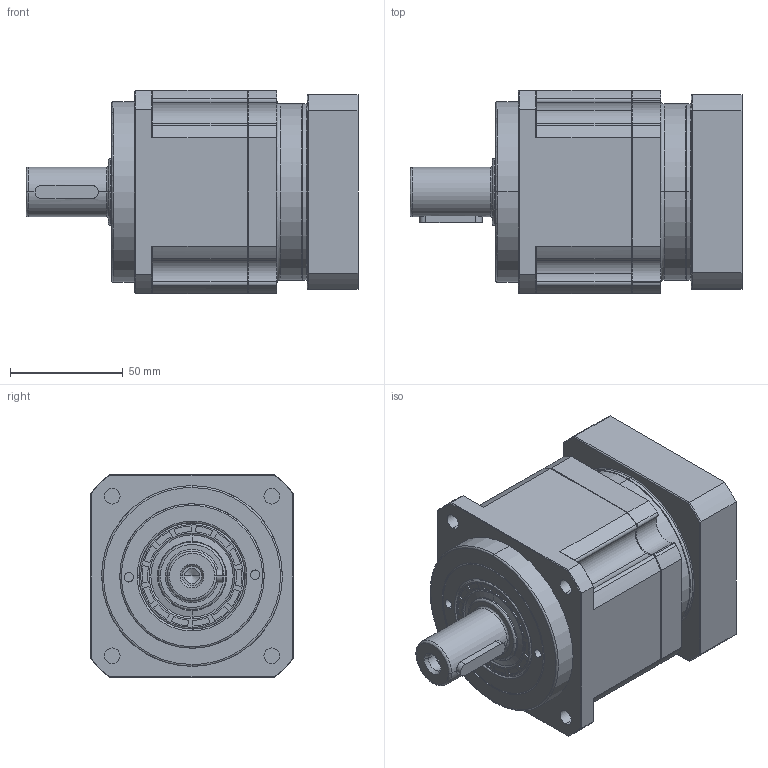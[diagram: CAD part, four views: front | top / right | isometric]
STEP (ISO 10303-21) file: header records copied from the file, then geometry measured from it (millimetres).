
FILE_DESCRIPTION (( 'STEP AP203' ), '1' );
FILE_NAME ('FAB090D-L1-16-80-100-M6-42.STEP', '2021-05-04T00:51:21', ( '微软用户' ), ( '微软中国' ), 'SwSTEP 2.0', 'SolidWorks 2016', '' );
FILE_SCHEMA (( 'CONFIG_CONTROL_DESIGN' ));
Length unit declared in the file: millimetre
Products named in the file (13): hex socket set screws with cone point gb_GB_FASTENER_SCREWS_HSCP M12X12-N; 蚐猾30476; M5-12樓粟菜; 输入端壳体FAB090D; 输入法兰FAB090D-80x24.5xM6; 输出内齿圈壳体FAB090D; 输入调整套19-16; 怀堤俴陎殤FAB090D-22; FAB090D-L1-16-80-100-M6-42; A倰す瑩 6-28; 隅弇覃淕杶FAB090D; 输入轴锁紧环 23-52-14; 输入轴FAB090D-19
Assembly tree (21 placements, depth 2):
  FAB090D-L1-16-80-100-M6-42
    蚐猾30476
    输入端壳体FAB090D
    输出内齿圈壳体FAB090D
    怀堤俴陎殤FAB090D-22
    A倰す瑩 6-28
    隅弇覃淕杶FAB090D
    输入轴锁紧环 23-52-14
    输入轴FAB090D-19
    hex socket set screws with cone point gb_GB_FASTENER_SCREWS_HSCP M12X12-N
    M5-12樓粟菜  x10
    输入法兰FAB090D-80x24.5xM6
    输入调整套19-16
Bounding box: 147 x 90 x 90 mm (x, y, z)
Volume: 679096.9 mm3; surface area: 136010.7 mm2
Topology: 11 solids, 32 shells, 936 faces, 2258 edges, 1415 vertices
Faces by surface type: cylinder 383, plane 313, cone 156, bspline 62, torus 22
Entity records: 24926 total; most frequent: CARTESIAN_POINT 7284, DIRECTION 3495, ORIENTED_EDGE 3257, EDGE_CURVE 1632, AXIS2_PLACEMENT_3D 1403, VERTEX_POINT 1034, EDGE_LOOP 785, CIRCLE 738
